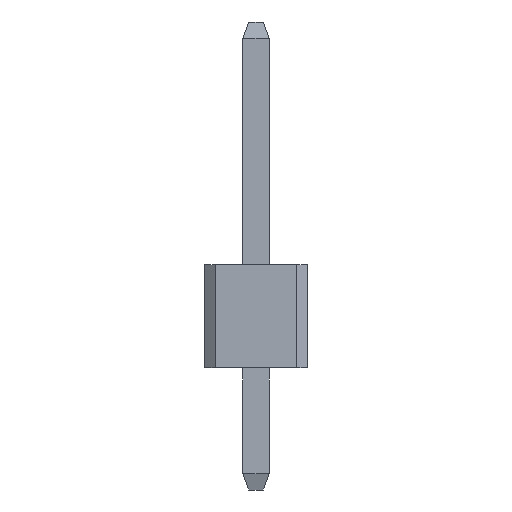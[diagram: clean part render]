
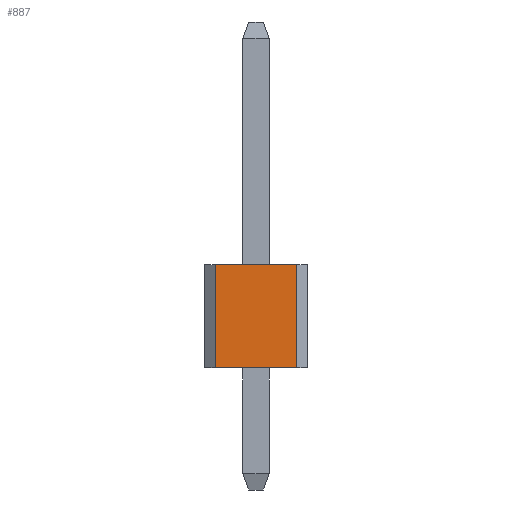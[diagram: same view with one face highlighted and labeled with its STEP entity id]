
A CAD part, front view. The second image highlights one B-rep face of the part: STEP entity #887.
In plain terms, the highlighted planar face has unit normal (0, -1, 0).
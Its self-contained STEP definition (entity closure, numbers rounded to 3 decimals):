
#9 = ORIENTED_EDGE ( 'NONE', *, *, #676, .T. ) ;
#38 = LINE ( 'NONE', #160, #1104 ) ;
#155 = VERTEX_POINT ( 'NONE', #803 ) ;
#160 = CARTESIAN_POINT ( 'NONE',  ( -1., -1.27, 3. ) ) ;
#315 = EDGE_CURVE ( 'NONE', #1027, #155, #38, .T. ) ;
#416 = VERTEX_POINT ( 'NONE', #635 ) ;
#436 = CARTESIAN_POINT ( 'NONE',  ( -1., -1.27, 5.54 ) ) ;
#526 = EDGE_CURVE ( 'NONE', #416, #1301, #662, .T. ) ;
#576 = ORIENTED_EDGE ( 'NONE', *, *, #818, .F. ) ;
#602 = ORIENTED_EDGE ( 'NONE', *, *, #315, .F. ) ;
#630 = EDGE_LOOP ( 'NONE', ( #602, #576, #968, #9 ) ) ;
#633 = DIRECTION ( 'NONE',  ( 0., -1., 0. ) ) ;
#635 = CARTESIAN_POINT ( 'NONE',  ( 1., -1.27, 5.54 ) ) ;
#641 = CARTESIAN_POINT ( 'NONE',  ( -1., -1.27, 5.54 ) ) ;
#662 = LINE ( 'NONE', #436, #865 ) ;
#663 = LINE ( 'NONE', #673, #892 ) ;
#673 = CARTESIAN_POINT ( 'NONE',  ( -1., -1.27, 5.54 ) ) ;
#676 = EDGE_CURVE ( 'NONE', #1301, #155, #663, .T. ) ;
#727 = DIRECTION ( 'NONE',  ( 0., 0., -1. ) ) ;
#748 = CARTESIAN_POINT ( 'NONE',  ( -1., -1.27, 5.54 ) ) ;
#768 = DIRECTION ( 'NONE',  ( 0., 0., -1. ) ) ;
#803 = CARTESIAN_POINT ( 'NONE',  ( -1., -1.27, 3. ) ) ;
#818 = EDGE_CURVE ( 'NONE', #416, #1027, #936, .T. ) ;
#865 = VECTOR ( 'NONE', #993, 1000. ) ;
#887 = ADVANCED_FACE ( 'NONE', ( #1064 ), #1407, .T. ) ;
#892 = VECTOR ( 'NONE', #768, 1000. ) ;
#936 = LINE ( 'NONE', #1276, #1400 ) ;
#942 = DIRECTION ( 'NONE',  ( -1., 0., 0. ) ) ;
#968 = ORIENTED_EDGE ( 'NONE', *, *, #526, .T. ) ;
#993 = DIRECTION ( 'NONE',  ( -1., 0., 0. ) ) ;
#1027 = VERTEX_POINT ( 'NONE', #1112 ) ;
#1064 = FACE_OUTER_BOUND ( 'NONE', #630, .T. ) ;
#1072 = DIRECTION ( 'NONE',  ( 0., 0., -1. ) ) ;
#1104 = VECTOR ( 'NONE', #942, 1000. ) ;
#1112 = CARTESIAN_POINT ( 'NONE',  ( 1., -1.27, 3. ) ) ;
#1276 = CARTESIAN_POINT ( 'NONE',  ( 1., -1.27, 5.54 ) ) ;
#1284 = AXIS2_PLACEMENT_3D ( 'NONE', #748, #633, #1072 ) ;
#1301 = VERTEX_POINT ( 'NONE', #641 ) ;
#1400 = VECTOR ( 'NONE', #727, 1000. ) ;
#1407 = PLANE ( 'NONE',  #1284 ) ;
